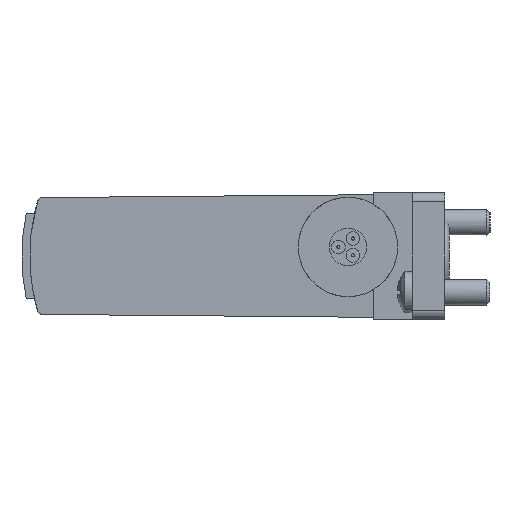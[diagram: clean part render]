
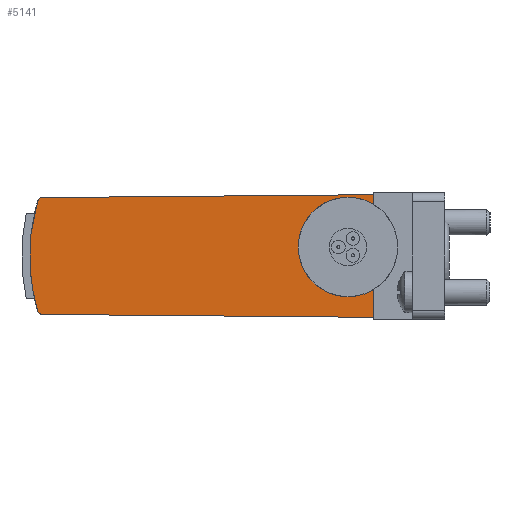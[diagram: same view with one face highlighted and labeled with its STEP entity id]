
A CAD part, left-side view. The second image highlights one B-rep face of the part: STEP entity #5141.
In plain terms, the highlighted planar face has unit normal (-1, 0.018, 0).
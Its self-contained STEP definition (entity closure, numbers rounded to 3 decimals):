
#291=ELLIPSE('',#5379,15.002,15.);
#292=ELLIPSE('',#5387,0.4,0.4);
#293=ELLIPSE('',#5389,0.4,0.4);
#294=ELLIPSE('',#5391,3.851,3.85);
#405=ORIENTED_EDGE('',*,*,#1449,.T.);
#406=ORIENTED_EDGE('',*,*,#1370,.F.);
#407=ORIENTED_EDGE('',*,*,#1443,.T.);
#408=ORIENTED_EDGE('',*,*,#1448,.T.);
#409=ORIENTED_EDGE('',*,*,#1427,.T.);
#410=ORIENTED_EDGE('',*,*,#1447,.T.);
#411=ORIENTED_EDGE('',*,*,#1445,.T.);
#412=ORIENTED_EDGE('',*,*,#1366,.F.);
#1366=EDGE_CURVE('',#1897,#1898,#2256,.T.);
#1370=EDGE_CURVE('',#1901,#1895,#2260,.T.);
#1427=EDGE_CURVE('',#1955,#1954,#291,.T.);
#1443=EDGE_CURVE('',#1901,#1967,#2313,.T.);
#1445=EDGE_CURVE('',#1968,#1898,#2315,.T.);
#1447=EDGE_CURVE('',#1954,#1968,#292,.T.);
#1448=EDGE_CURVE('',#1967,#1955,#293,.T.);
#1449=EDGE_CURVE('',#1897,#1895,#294,.F.);
#1895=VERTEX_POINT('',#6839);
#1897=VERTEX_POINT('',#6843);
#1898=VERTEX_POINT('',#6845);
#1901=VERTEX_POINT('',#6851);
#1954=VERTEX_POINT('',#6966);
#1955=VERTEX_POINT('',#6968);
#1967=VERTEX_POINT('',#6999);
#1968=VERTEX_POINT('',#7003);
#2256=LINE('',#6844,#2597);
#2260=LINE('',#6852,#2601);
#2313=LINE('',#6998,#2654);
#2315=LINE('',#7002,#2656);
#2597=VECTOR('',#5743,1000.);
#2601=VECTOR('',#5747,1000.);
#2654=VECTOR('',#5856,1000.);
#2656=VECTOR('',#5860,1000.);
#2949=EDGE_LOOP('',(#405,#406,#407,#408,#409,#410,#411,#412));
#3219=FACE_BOUND('',#2949,.T.);
#3480=PLANE('',#5390);
#5141=ADVANCED_FACE('',(#3219),#3480,.T.);
#5379=AXIS2_PLACEMENT_3D('',#6967,#5831,#5832);
#5387=AXIS2_PLACEMENT_3D('',#7006,#5864,#5865);
#5389=AXIS2_PLACEMENT_3D('',#7008,#5868,#5869);
#5390=AXIS2_PLACEMENT_3D('',#7009,#5870,#5871);
#5391=AXIS2_PLACEMENT_3D('',#7010,#5872,#5873);
#5743=DIRECTION('',(0.,0.,-1.));
#5747=DIRECTION('',(0.,0.,-1.));
#5831=DIRECTION('',(-1.,0.017,0.));
#5832=DIRECTION('',(-0.017,-1.,0.));
#5856=DIRECTION('',(0.017,1.,-0.009));
#5860=DIRECTION('',(-0.017,-1.,-0.009));
#5864=DIRECTION('',(-1.,0.017,0.));
#5865=DIRECTION('',(-0.017,-1.,0.));
#5868=DIRECTION('',(-1.,0.017,0.));
#5869=DIRECTION('',(-0.017,-1.,0.));
#5870=DIRECTION('',(-1.,0.017,0.));
#5871=DIRECTION('',(-0.017,-1.,0.));
#5872=DIRECTION('',(-1.,0.017,0.));
#5873=DIRECTION('',(0.017,1.,0.));
#6839=CARTESIAN_POINT('',(-8.75,0.,3.99));
#6843=CARTESIAN_POINT('',(-8.75,0.,-2.59));
#6844=CARTESIAN_POINT('',(-8.75,0.,4.75));
#6845=CARTESIAN_POINT('',(-8.75,0.,-4.75));
#6851=CARTESIAN_POINT('',(-8.75,0.,4.75));
#6852=CARTESIAN_POINT('',(-8.75,0.,4.75));
#6966=CARTESIAN_POINT('',(-8.295,26.049,-4.239));
#6967=CARTESIAN_POINT('',(-8.546,11.66,0.));
#6968=CARTESIAN_POINT('',(-8.295,26.049,4.239));
#6998=CARTESIAN_POINT('',(-8.297,25.966,4.523));
#6999=CARTESIAN_POINT('',(-8.302,25.668,4.526));
#7002=CARTESIAN_POINT('',(-8.745,0.305,-4.747));
#7003=CARTESIAN_POINT('',(-8.302,25.668,-4.526));
#7006=CARTESIAN_POINT('',(-8.302,25.665,-4.126));
#7008=CARTESIAN_POINT('',(-8.302,25.665,4.126));
#7009=CARTESIAN_POINT('',(-8.75,0.,5.));
#7010=CARTESIAN_POINT('',(-8.715,2.,0.7));
